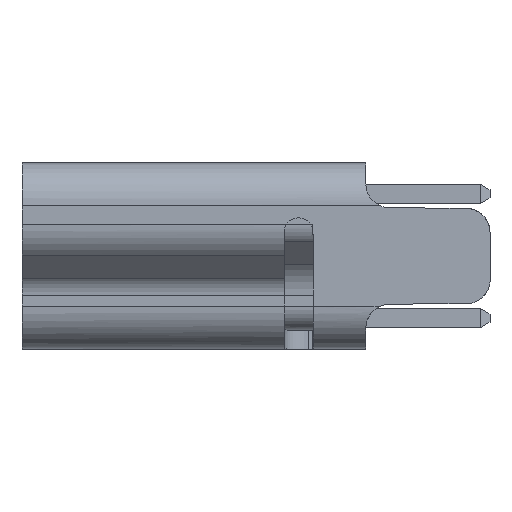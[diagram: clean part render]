
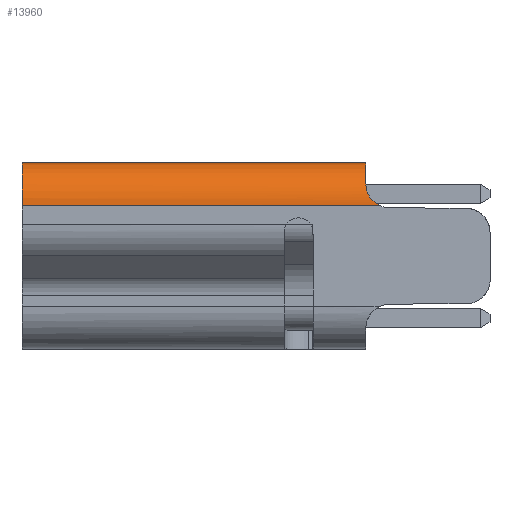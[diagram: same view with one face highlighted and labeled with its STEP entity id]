
A CAD part, left-side view. The second image highlights one B-rep face of the part: STEP entity #13960.
In plain terms, the highlighted cylindrical face has radius 0.9 mm (diameter 1.8 mm), a partial arc.
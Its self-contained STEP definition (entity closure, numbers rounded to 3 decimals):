
#1255 = DIRECTION ( 'NONE',  ( 0., 0., 1. ) ) ;
#1258 = CARTESIAN_POINT ( 'NONE',  ( -3.85, 7.7, -0.9 ) ) ;
#1462 = DIRECTION ( 'NONE',  ( 0., -1., 0. ) ) ;
#1525 = CARTESIAN_POINT ( 'NONE',  ( -3.724, 0.5, -0.44 ) ) ;
#1581 = ORIENTED_EDGE ( 'NONE', *, *, #14932, .T. ) ;
#2368 = CARTESIAN_POINT ( 'NONE',  ( -3.85, 0.197, -0.9 ) ) ;
#3068 = CARTESIAN_POINT ( 'NONE',  ( -3.847, 0.37, -0.791 ) ) ;
#3255 = AXIS2_PLACEMENT_3D ( 'NONE', #12917, #5655, #9127 ) ;
#4153 = FACE_OUTER_BOUND ( 'NONE', #12658, .T. ) ;
#4155 = CARTESIAN_POINT ( 'NONE',  ( -2.95, 0.5, -0.9 ) ) ;
#4271 = VERTEX_POINT ( 'NONE', #2368 ) ;
#4515 = CARTESIAN_POINT ( 'NONE',  ( -3.724, 0.5, -0.44 ) ) ;
#5180 = B_SPLINE_CURVE_WITH_KNOTS ( 'NONE', 3,
 ( #4515, #15751, #12962, #3068, #10648, #15668 ),
 .UNSPECIFIED., .F., .F.,
 ( 4, 2, 4 ),
 ( 0., 0., 0.001 ),
 .UNSPECIFIED. ) ;
#5393 = ORIENTED_EDGE ( 'NONE', *, *, #6726, .F. ) ;
#5655 = DIRECTION ( 'NONE',  ( 0., 1., 0. ) ) ;
#6430 = CIRCLE ( 'NONE', #7465, 0.9 ) ;
#6609 = DIRECTION ( 'NONE',  ( 0., -1., 0. ) ) ;
#6689 = CARTESIAN_POINT ( 'NONE',  ( -2.95, 7.7, 0. ) ) ;
#6716 = DIRECTION ( 'NONE',  ( -1., 0., 0. ) ) ;
#6726 = EDGE_CURVE ( 'NONE', #11999, #14493, #6430, .T. ) ;
#6981 = ORIENTED_EDGE ( 'NONE', *, *, #13837, .F. ) ;
#7174 = CARTESIAN_POINT ( 'NONE',  ( -2.95, 0.5, 0. ) ) ;
#7465 = AXIS2_PLACEMENT_3D ( 'NONE', #4155, #1462, #6716 ) ;
#8183 = AXIS2_PLACEMENT_3D ( 'NONE', #12384, #12462, #1255 ) ;
#9127 = DIRECTION ( 'NONE',  ( -1., 0., 0. ) ) ;
#9439 = CARTESIAN_POINT ( 'NONE',  ( -3.85, -2.1, -0.9 ) ) ;
#10270 = CIRCLE ( 'NONE', #8183, 0.9 ) ;
#10648 = CARTESIAN_POINT ( 'NONE',  ( -3.85, 0.29, -0.86 ) ) ;
#10665 = LINE ( 'NONE', #9439, #11048 ) ;
#10798 = EDGE_CURVE ( 'NONE', #14493, #4271, #5180, .T. ) ;
#10840 = ORIENTED_EDGE ( 'NONE', *, *, #10798, .F. ) ;
#10925 = ORIENTED_EDGE ( 'NONE', *, *, #15828, .F. ) ;
#11048 = VECTOR ( 'NONE', #14409, 1000. ) ;
#11273 = LINE ( 'NONE', #13631, #13247 ) ;
#11999 = VERTEX_POINT ( 'NONE', #7174 ) ;
#12384 = CARTESIAN_POINT ( 'NONE',  ( -2.95, 7.7, -0.9 ) ) ;
#12462 = DIRECTION ( 'NONE',  ( 0., 1., 0. ) ) ;
#12481 = VERTEX_POINT ( 'NONE', #6689 ) ;
#12658 = EDGE_LOOP ( 'NONE', ( #1581, #10840, #5393, #10925, #6981 ) ) ;
#12917 = CARTESIAN_POINT ( 'NONE',  ( -2.95, 7.7, -0.9 ) ) ;
#12962 = CARTESIAN_POINT ( 'NONE',  ( -3.811, 0.476, -0.623 ) ) ;
#13247 = VECTOR ( 'NONE', #6609, 1000. ) ;
#13631 = CARTESIAN_POINT ( 'NONE',  ( -2.95, 7.7, 0. ) ) ;
#13837 = EDGE_CURVE ( 'NONE', #14976, #12481, #10270, .T. ) ;
#13960 = ADVANCED_FACE ( 'NONE', ( #4153 ), #14188, .T. ) ;
#14188 = CYLINDRICAL_SURFACE ( 'NONE', #3255, 0.9 ) ;
#14409 = DIRECTION ( 'NONE',  ( 0., -1., 0. ) ) ;
#14493 = VERTEX_POINT ( 'NONE', #1525 ) ;
#14932 = EDGE_CURVE ( 'NONE', #14976, #4271, #10665, .T. ) ;
#14976 = VERTEX_POINT ( 'NONE', #1258 ) ;
#15668 = CARTESIAN_POINT ( 'NONE',  ( -3.85, 0.197, -0.9 ) ) ;
#15751 = CARTESIAN_POINT ( 'NONE',  ( -3.776, 0.5, -0.528 ) ) ;
#15828 = EDGE_CURVE ( 'NONE', #12481, #11999, #11273, .T. ) ;
